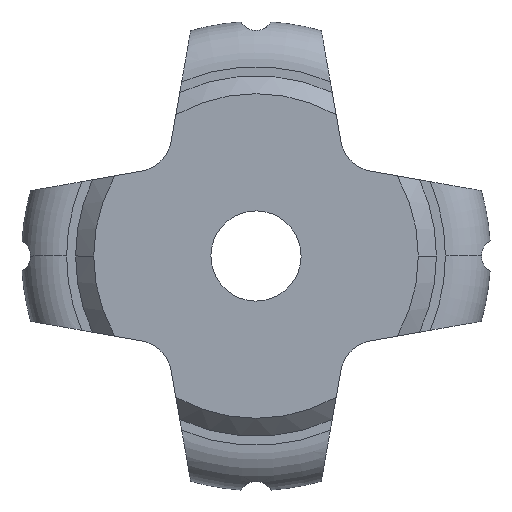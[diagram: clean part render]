
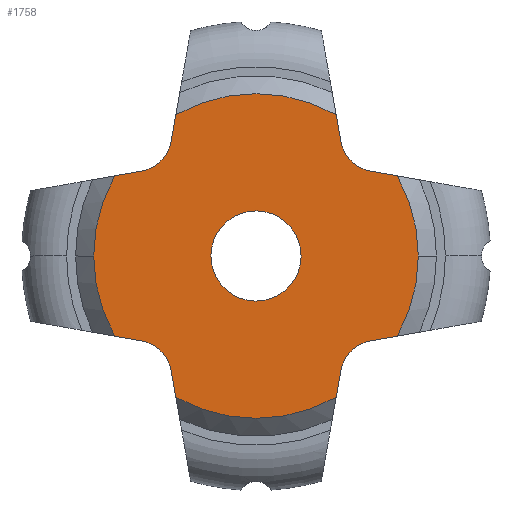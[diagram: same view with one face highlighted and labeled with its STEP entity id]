
A CAD part, front view. The second image highlights one B-rep face of the part: STEP entity #1758.
In plain terms, the highlighted planar face has unit normal (0, -1, 0).
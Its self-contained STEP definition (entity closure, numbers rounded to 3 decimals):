
#178=CARTESIAN_POINT('Vertex',(7.827,-3.5,4.442)) ;
#181=CARTESIAN_POINT('Axis2P3D Location',(0.,-3.5,0.)) ;
#185=CARTESIAN_POINT('Vertex',(9.,-3.5,0.)) ;
#210=CARTESIAN_POINT('Vertex',(-4.442,-3.5,-7.827)) ;
#227=CARTESIAN_POINT('Vertex',(4.442,-3.5,-7.827)) ;
#230=CARTESIAN_POINT('Axis2P3D Location',(0.,-3.5,0.)) ;
#242=CARTESIAN_POINT('Axis2P3D Location',(0.,-3.5,0.)) ;
#246=CARTESIAN_POINT('Vertex',(7.827,-3.5,-4.442)) ;
#267=CARTESIAN_POINT('Vertex',(4.442,-3.5,7.827)) ;
#284=CARTESIAN_POINT('Vertex',(-4.442,-3.5,7.827)) ;
#287=CARTESIAN_POINT('Axis2P3D Location',(0.,-3.5,0.)) ;
#312=CARTESIAN_POINT('Vertex',(-9.,-3.5,0.)) ;
#315=CARTESIAN_POINT('Axis2P3D Location',(0.,-3.5,0.)) ;
#319=CARTESIAN_POINT('Vertex',(-7.827,-3.5,4.442)) ;
#340=CARTESIAN_POINT('Vertex',(-7.827,-3.5,-4.442)) ;
#345=CARTESIAN_POINT('Axis2P3D Location',(0.,-3.5,0.)) ;
#1269=CARTESIAN_POINT('Vertex',(-2.194,-3.5,-1.199)) ;
#1274=CARTESIAN_POINT('Axis2P3D Location',(0.,-3.5,0.)) ;
#1278=CARTESIAN_POINT('Vertex',(2.194,-3.5,1.199)) ;
#1300=CARTESIAN_POINT('Axis2P3D Location',(0.,-3.5,0.)) ;
#1390=CARTESIAN_POINT('Vertex',(6.329,-3.5,4.707)) ;
#1393=CARTESIAN_POINT('Line Origine',(7.078,-3.5,4.574)) ;
#1427=CARTESIAN_POINT('Line Origine',(4.574,-3.5,7.078)) ;
#1431=CARTESIAN_POINT('Vertex',(4.707,-3.5,6.329)) ;
#1461=CARTESIAN_POINT('Axis2P3D Location',(6.676,-3.5,6.676)) ;
#1485=CARTESIAN_POINT('Line Origine',(7.078,-3.5,-4.574)) ;
#1489=CARTESIAN_POINT('Vertex',(6.329,-3.5,-4.707)) ;
#1520=CARTESIAN_POINT('Vertex',(4.707,-3.5,-6.329)) ;
#1523=CARTESIAN_POINT('Line Origine',(4.574,-3.5,-7.078)) ;
#1555=CARTESIAN_POINT('Axis2P3D Location',(6.676,-3.5,-6.676)) ;
#1579=CARTESIAN_POINT('Line Origine',(-4.574,-3.5,-7.078)) ;
#1583=CARTESIAN_POINT('Vertex',(-4.707,-3.5,-6.329)) ;
#1614=CARTESIAN_POINT('Vertex',(-6.329,-3.5,-4.707)) ;
#1617=CARTESIAN_POINT('Line Origine',(-7.078,-3.5,-4.574)) ;
#1649=CARTESIAN_POINT('Axis2P3D Location',(-6.676,-3.5,-6.676)) ;
#1710=CARTESIAN_POINT('Axis2P3D Location',(0.,-3.5,0.)) ;
#1715=CARTESIAN_POINT('Axis2P3D Location',(-6.676,-3.5,6.676)) ;
#1719=CARTESIAN_POINT('Vertex',(-4.707,-3.5,6.329)) ;
#1721=CARTESIAN_POINT('Vertex',(-6.329,-3.5,4.707)) ;
#1724=CARTESIAN_POINT('Line Origine',(-7.078,-3.5,4.574)) ;
#1729=CARTESIAN_POINT('Line Origine',(-4.574,-3.5,7.078)) ;
#182=DIRECTION('Axis2P3D Direction',(0.,-1.,0.)) ;
#231=DIRECTION('Axis2P3D Direction',(0.,-1.,0.)) ;
#243=DIRECTION('Axis2P3D Direction',(0.,-1.,0.)) ;
#288=DIRECTION('Axis2P3D Direction',(0.,-1.,0.)) ;
#316=DIRECTION('Axis2P3D Direction',(0.,-1.,0.)) ;
#346=DIRECTION('Axis2P3D Direction',(0.,-1.,0.)) ;
#1275=DIRECTION('Axis2P3D Direction',(0.,-1.,0.)) ;
#1301=DIRECTION('Axis2P3D Direction',(0.,-1.,0.)) ;
#1394=DIRECTION('Vector Direction',(-0.985,0.,0.174)) ;
#1428=DIRECTION('Vector Direction',(0.174,0.,-0.985)) ;
#1462=DIRECTION('Axis2P3D Direction',(0.,1.,0.)) ;
#1486=DIRECTION('Vector Direction',(-0.985,0.,-0.174)) ;
#1524=DIRECTION('Vector Direction',(0.174,0.,0.985)) ;
#1556=DIRECTION('Axis2P3D Direction',(0.,1.,0.)) ;
#1580=DIRECTION('Vector Direction',(-0.174,0.,0.985)) ;
#1618=DIRECTION('Vector Direction',(0.985,0.,-0.174)) ;
#1650=DIRECTION('Axis2P3D Direction',(-0.,1.,0.)) ;
#1711=DIRECTION('Axis2P3D Direction',(0.,-1.,0.)) ;
#1712=DIRECTION('Axis2P3D XDirection',(1.,0.,-0.)) ;
#1716=DIRECTION('Axis2P3D Direction',(0.,-1.,0.)) ;
#1725=DIRECTION('Vector Direction',(0.985,0.,0.174)) ;
#1730=DIRECTION('Vector Direction',(-0.174,0.,-0.985)) ;
#183=AXIS2_PLACEMENT_3D('Circle Axis2P3D',#181,#182,$) ;
#232=AXIS2_PLACEMENT_3D('Circle Axis2P3D',#230,#231,$) ;
#244=AXIS2_PLACEMENT_3D('Circle Axis2P3D',#242,#243,$) ;
#289=AXIS2_PLACEMENT_3D('Circle Axis2P3D',#287,#288,$) ;
#317=AXIS2_PLACEMENT_3D('Circle Axis2P3D',#315,#316,$) ;
#347=AXIS2_PLACEMENT_3D('Circle Axis2P3D',#345,#346,$) ;
#1276=AXIS2_PLACEMENT_3D('Circle Axis2P3D',#1274,#1275,$) ;
#1302=AXIS2_PLACEMENT_3D('Circle Axis2P3D',#1300,#1301,$) ;
#1463=AXIS2_PLACEMENT_3D('Circle Axis2P3D',#1461,#1462,$) ;
#1557=AXIS2_PLACEMENT_3D('Circle Axis2P3D',#1555,#1556,$) ;
#1651=AXIS2_PLACEMENT_3D('Circle Axis2P3D',#1649,#1650,$) ;
#1713=AXIS2_PLACEMENT_3D('Plane Axis2P3D',#1710,#1711,#1712) ;
#1717=AXIS2_PLACEMENT_3D('Circle Axis2P3D',#1715,#1716,$) ;
#1735=ORIENTED_EDGE('',*,*,#1723,.T.) ;
#1736=ORIENTED_EDGE('',*,*,#1728,.F.) ;
#1737=ORIENTED_EDGE('',*,*,#321,.T.) ;
#1738=ORIENTED_EDGE('',*,*,#349,.T.) ;
#1739=ORIENTED_EDGE('',*,*,#1621,.F.) ;
#1740=ORIENTED_EDGE('',*,*,#1653,.T.) ;
#1741=ORIENTED_EDGE('',*,*,#1585,.F.) ;
#1742=ORIENTED_EDGE('',*,*,#234,.T.) ;
#1743=ORIENTED_EDGE('',*,*,#1527,.F.) ;
#1744=ORIENTED_EDGE('',*,*,#1559,.T.) ;
#1745=ORIENTED_EDGE('',*,*,#1491,.F.) ;
#1746=ORIENTED_EDGE('',*,*,#248,.T.) ;
#1747=ORIENTED_EDGE('',*,*,#187,.T.) ;
#1748=ORIENTED_EDGE('',*,*,#1397,.F.) ;
#1749=ORIENTED_EDGE('',*,*,#1465,.T.) ;
#1750=ORIENTED_EDGE('',*,*,#1433,.F.) ;
#1751=ORIENTED_EDGE('',*,*,#291,.T.) ;
#1752=ORIENTED_EDGE('',*,*,#1733,.F.) ;
#1755=ORIENTED_EDGE('',*,*,#1304,.F.) ;
#1756=ORIENTED_EDGE('',*,*,#1280,.F.) ;
#1757=FACE_BOUND('',#1754,.T.) ;
#1395=VECTOR('Line Direction',#1394,1.) ;
#1429=VECTOR('Line Direction',#1428,1.) ;
#1487=VECTOR('Line Direction',#1486,1.) ;
#1525=VECTOR('Line Direction',#1524,1.) ;
#1581=VECTOR('Line Direction',#1580,1.) ;
#1619=VECTOR('Line Direction',#1618,1.) ;
#1726=VECTOR('Line Direction',#1725,1.) ;
#1731=VECTOR('Line Direction',#1730,1.) ;
#1758=ADVANCED_FACE('Corps principal',(#1753,#1757),#1714,.T.) ;
#184=CIRCLE('generated circle',#183,9.) ;
#233=CIRCLE('generated circle',#232,9.) ;
#245=CIRCLE('generated circle',#244,9.) ;
#290=CIRCLE('generated circle',#289,9.) ;
#318=CIRCLE('generated circle',#317,9.) ;
#348=CIRCLE('generated circle',#347,9.) ;
#1277=CIRCLE('generated circle',#1276,2.5) ;
#1303=CIRCLE('generated circle',#1302,2.5) ;
#1464=CIRCLE('generated circle',#1463,2.) ;
#1558=CIRCLE('generated circle',#1557,2.) ;
#1652=CIRCLE('generated circle',#1651,2.) ;
#1718=CIRCLE('generated circle',#1717,2.) ;
#187=EDGE_CURVE('',#186,#179,#184,.T.) ;
#234=EDGE_CURVE('',#211,#228,#233,.T.) ;
#248=EDGE_CURVE('',#247,#186,#245,.T.) ;
#291=EDGE_CURVE('',#268,#285,#290,.T.) ;
#321=EDGE_CURVE('',#320,#313,#318,.T.) ;
#349=EDGE_CURVE('',#313,#341,#348,.T.) ;
#1280=EDGE_CURVE('',#1270,#1279,#1277,.T.) ;
#1304=EDGE_CURVE('',#1279,#1270,#1303,.T.) ;
#1397=EDGE_CURVE('',#1391,#179,#1396,.F.) ;
#1433=EDGE_CURVE('',#268,#1432,#1430,.T.) ;
#1465=EDGE_CURVE('',#1391,#1432,#1464,.T.) ;
#1491=EDGE_CURVE('',#247,#1490,#1488,.T.) ;
#1527=EDGE_CURVE('',#1521,#228,#1526,.F.) ;
#1559=EDGE_CURVE('',#1521,#1490,#1558,.T.) ;
#1585=EDGE_CURVE('',#211,#1584,#1582,.T.) ;
#1621=EDGE_CURVE('',#1615,#341,#1620,.F.) ;
#1653=EDGE_CURVE('',#1615,#1584,#1652,.T.) ;
#1723=EDGE_CURVE('',#1720,#1722,#1718,.F.) ;
#1728=EDGE_CURVE('',#320,#1722,#1727,.T.) ;
#1733=EDGE_CURVE('',#1720,#285,#1732,.F.) ;
#1734=EDGE_LOOP('',(#1735,#1736,#1737,#1738,#1739,#1740,#1741,#1742,#1743,#1744,#1745,#1746,#1747,#1748,#1749,#1750,#1751,#1752)) ;
#1754=EDGE_LOOP('',(#1755,#1756)) ;
#1753=FACE_OUTER_BOUND('',#1734,.T.) ;
#1396=LINE('Line',#1393,#1395) ;
#1430=LINE('Line',#1427,#1429) ;
#1488=LINE('Line',#1485,#1487) ;
#1526=LINE('Line',#1523,#1525) ;
#1582=LINE('Line',#1579,#1581) ;
#1620=LINE('Line',#1617,#1619) ;
#1727=LINE('Line',#1724,#1726) ;
#1732=LINE('Line',#1729,#1731) ;
#1714=PLANE('',#1713) ;
#179=VERTEX_POINT('',#178) ;
#186=VERTEX_POINT('',#185) ;
#211=VERTEX_POINT('',#210) ;
#228=VERTEX_POINT('',#227) ;
#247=VERTEX_POINT('',#246) ;
#268=VERTEX_POINT('',#267) ;
#285=VERTEX_POINT('',#284) ;
#313=VERTEX_POINT('',#312) ;
#320=VERTEX_POINT('',#319) ;
#341=VERTEX_POINT('',#340) ;
#1270=VERTEX_POINT('',#1269) ;
#1279=VERTEX_POINT('',#1278) ;
#1391=VERTEX_POINT('',#1390) ;
#1432=VERTEX_POINT('',#1431) ;
#1490=VERTEX_POINT('',#1489) ;
#1521=VERTEX_POINT('',#1520) ;
#1584=VERTEX_POINT('',#1583) ;
#1615=VERTEX_POINT('',#1614) ;
#1720=VERTEX_POINT('',#1719) ;
#1722=VERTEX_POINT('',#1721) ;
